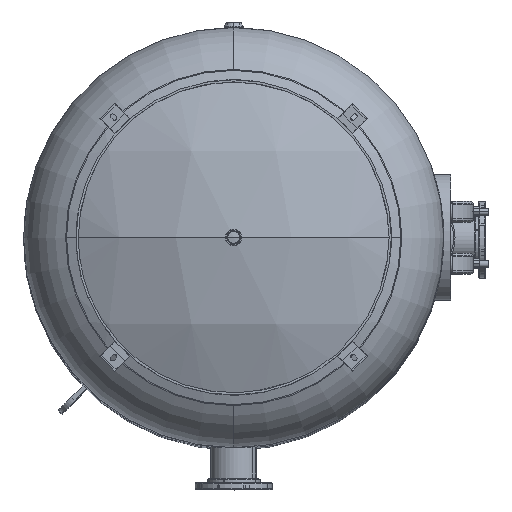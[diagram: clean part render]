
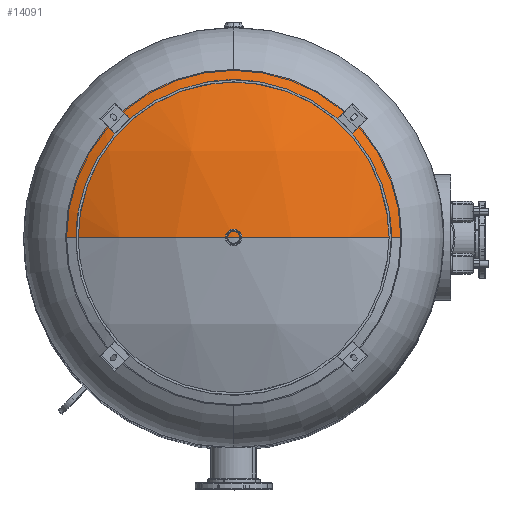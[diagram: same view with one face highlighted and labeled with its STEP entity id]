
A CAD part, top view. The second image highlights one B-rep face of the part: STEP entity #14091.
In plain terms, the highlighted spherical face has radius 1371.6 mm.
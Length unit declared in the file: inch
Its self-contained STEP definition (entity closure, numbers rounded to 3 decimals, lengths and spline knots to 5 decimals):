
#70 = CARTESIAN_POINT ( 'NONE',  ( 0., 17.03709, 0. ) ) ;
#1389 = EDGE_CURVE ( 'NONE', #10773, #25224, #15495, .T. ) ;
#2371 = DIRECTION ( 'NONE',  ( 1., 0., 0. ) ) ;
#2742 = DIRECTION ( 'NONE',  ( 0., 0., -1. ) ) ;
#3056 = AXIS2_PLACEMENT_3D ( 'NONE', #13640, #22428, #2742 ) ;
#3151 = AXIS2_PLACEMENT_3D ( 'NONE', #22028, #8957, #26656 ) ;
#3165 = EDGE_CURVE ( 'NONE', #8659, #3180, #5430, .T. ) ;
#3180 = VERTEX_POINT ( 'NONE', #26551 ) ;
#3222 = DIRECTION ( 'NONE',  ( 0., 0., 1. ) ) ;
#3954 = ORIENTED_EDGE ( 'NONE', *, *, #24791, .T. ) ;
#5430 = CIRCLE ( 'NONE', #15476, 54. ) ;
#5517 = FACE_OUTER_BOUND ( 'NONE', #21096, .T. ) ;
#6431 = DIRECTION ( 'NONE',  ( 0., 0., -1. ) ) ;
#8109 = CIRCLE ( 'NONE', #3056, 24. ) ;
#8659 = VERTEX_POINT ( 'NONE', #70 ) ;
#8957 = DIRECTION ( 'NONE',  ( 0., -1., 0. ) ) ;
#9144 = AXIS2_PLACEMENT_3D ( 'NONE', #18291, #3222, #18145 ) ;
#9971 = SPHERICAL_SURFACE ( 'NONE', #9144, 54. ) ;
#10773 = VERTEX_POINT ( 'NONE', #17339 ) ;
#11473 = CARTESIAN_POINT ( 'NONE',  ( 24., 11.41063, 0. ) ) ;
#13640 = CARTESIAN_POINT ( 'NONE',  ( 0., 11.41063, 0. ) ) ;
#14091 = ADVANCED_FACE ( 'NONE', ( #5517 ), #9971, .T. ) ;
#15476 = AXIS2_PLACEMENT_3D ( 'NONE', #26266, #17723, #2371 ) ;
#15495 = CIRCLE ( 'NONE', #3151, 24. ) ;
#16791 = CIRCLE ( 'NONE', #24178, 54. ) ;
#17339 = CARTESIAN_POINT ( 'NONE',  ( 0., 11.41063, -24. ) ) ;
#17349 = DIRECTION ( 'NONE',  ( -1., 0., 0. ) ) ;
#17723 = DIRECTION ( 'NONE',  ( 0., 0., 1. ) ) ;
#18145 = DIRECTION ( 'NONE',  ( 1., 0., 0. ) ) ;
#18291 = CARTESIAN_POINT ( 'NONE',  ( 0., -36.96291, 0. ) ) ;
#21096 = EDGE_LOOP ( 'NONE', ( #25445, #3954, #23879, #25124 ) ) ;
#22028 = CARTESIAN_POINT ( 'NONE',  ( 0., 11.41063, 0. ) ) ;
#22428 = DIRECTION ( 'NONE',  ( 0., -1., 0. ) ) ;
#23879 = ORIENTED_EDGE ( 'NONE', *, *, #1389, .F. ) ;
#24178 = AXIS2_PLACEMENT_3D ( 'NONE', #26022, #6431, #17349 ) ;
#24400 = EDGE_CURVE ( 'NONE', #3180, #10773, #8109, .T. ) ;
#24791 = EDGE_CURVE ( 'NONE', #8659, #25224, #16791, .T. ) ;
#25124 = ORIENTED_EDGE ( 'NONE', *, *, #24400, .F. ) ;
#25224 = VERTEX_POINT ( 'NONE', #11473 ) ;
#25445 = ORIENTED_EDGE ( 'NONE', *, *, #3165, .F. ) ;
#26022 = CARTESIAN_POINT ( 'NONE',  ( 0., -36.96291, 0. ) ) ;
#26266 = CARTESIAN_POINT ( 'NONE',  ( 0., -36.96291, 0. ) ) ;
#26551 = CARTESIAN_POINT ( 'NONE',  ( -24., 11.41063, 0. ) ) ;
#26656 = DIRECTION ( 'NONE',  ( 0., 0., -1. ) ) ;
